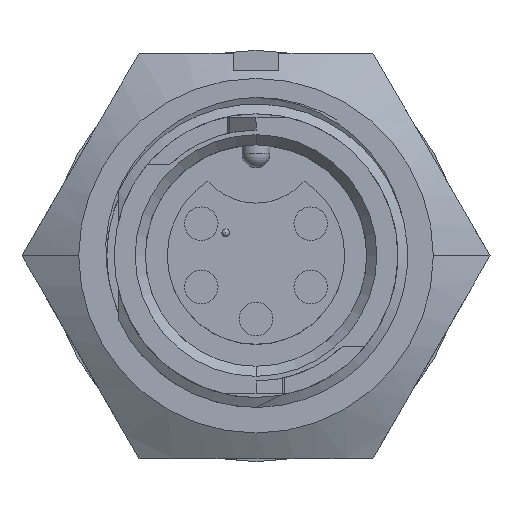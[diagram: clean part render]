
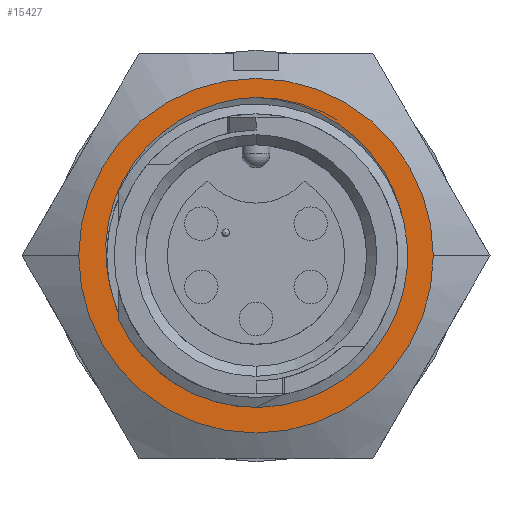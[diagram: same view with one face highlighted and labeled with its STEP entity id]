
A CAD part, top view. The second image highlights one B-rep face of the part: STEP entity #15427.
In plain terms, the highlighted planar face has unit normal (0, 0, 1).
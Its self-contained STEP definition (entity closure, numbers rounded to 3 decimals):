
#253 = CARTESIAN_POINT ( 'NONE',  ( 7.23, 2.457, -6.216 ) ) ;
#333 = AXIS2_PLACEMENT_3D ( 'NONE', #12760, #15269, #1037 ) ;
#1037 = DIRECTION ( 'NONE',  ( -1., 0., 0. ) ) ;
#1209 = VERTEX_POINT ( 'NONE', #9015 ) ;
#1563 = DIRECTION ( 'NONE',  ( 0., 0., 1. ) ) ;
#1695 = CARTESIAN_POINT ( 'NONE',  ( 0., 7.938, -6.216 ) ) ;
#1745 = EDGE_CURVE ( 'NONE', #12519, #10641, #14929, .T. ) ;
#1774 = CARTESIAN_POINT ( 'NONE',  ( -1.142, 7.839, -6.216 ) ) ;
#1880 = ORIENTED_EDGE ( 'NONE', *, *, #4651, .F. ) ;
#2181 = CARTESIAN_POINT ( 'NONE',  ( -5.866, -10.16, -6.216 ) ) ;
#2625 = CARTESIAN_POINT ( 'NONE',  ( 1.136, 7.824, -6.216 ) ) ;
#2737 = CARTESIAN_POINT ( 'NONE',  ( 0., 0., -6.216 ) ) ;
#2781 = CARTESIAN_POINT ( 'NONE',  ( -6.251, 4.521, -6.216 ) ) ;
#2797 = CARTESIAN_POINT ( 'NONE',  ( 0., 0., -6.216 ) ) ;
#2859 = CARTESIAN_POINT ( 'NONE',  ( 0., 7.938, -6.216 ) ) ;
#2867 = CARTESIAN_POINT ( 'NONE',  ( -6.555, 4.03, -6.216 ) ) ;
#2978 = DIRECTION ( 'NONE',  ( 1., 0., 0. ) ) ;
#3084 = AXIS2_PLACEMENT_3D ( 'NONE', #2737, #1563, #2978 ) ;
#3159 = CARTESIAN_POINT ( 'NONE',  ( 2.242, 7.558, -6.216 ) ) ;
#3735 = FACE_OUTER_BOUND ( 'NONE', #14114, .T. ) ;
#3895 = CARTESIAN_POINT ( 'NONE',  ( -7.225, 2.475, -6.216 ) ) ;
#3965 = CARTESIAN_POINT ( 'NONE',  ( -7.04, 3.009, -6.216 ) ) ;
#4134 = CARTESIAN_POINT ( 'NONE',  ( -7.475, 1.358, -6.216 ) ) ;
#4546 = ORIENTED_EDGE ( 'NONE', *, *, #12354, .F. ) ;
#4651 = EDGE_CURVE ( 'NONE', #12519, #7574, #5600, .T. ) ;
#4762 = ORIENTED_EDGE ( 'NONE', *, *, #1745, .T. ) ;
#5085 = EDGE_CURVE ( 'NONE', #10641, #7574, #15011, .T. ) ;
#5225 = CARTESIAN_POINT ( 'NONE',  ( -7.334, -1.47, -6.216 ) ) ;
#5299 = EDGE_CURVE ( 'NONE', #6367, #1209, #11619, .T. ) ;
#5600 = CIRCLE ( 'NONE', #3084, 7.48 ) ;
#5904 = CARTESIAN_POINT ( 'NONE',  ( 7.475, 1.355, -6.216 ) ) ;
#6237 = CARTESIAN_POINT ( 'NONE',  ( 6.557, 4.028, -6.216 ) ) ;
#6367 = VERTEX_POINT ( 'NONE', #9209 ) ;
#6398 = CARTESIAN_POINT ( 'NONE',  ( 7.334, -1.47, -6.216 ) ) ;
#6475 = CARTESIAN_POINT ( 'NONE',  ( 0.286, 7.929, -6.216 ) ) ;
#6565 = CARTESIAN_POINT ( 'NONE',  ( -0.572, 7.92, -6.216 ) ) ;
#7051 = DIRECTION ( 'NONE',  ( -1., 0., 0. ) ) ;
#7425 = CARTESIAN_POINT ( 'NONE',  ( 4.269, 6.536, -6.216 ) ) ;
#7433 = CARTESIAN_POINT ( 'NONE',  ( -4.27, 6.536, -6.216 ) ) ;
#7574 = VERTEX_POINT ( 'NONE', #6398 ) ;
#7584 = CARTESIAN_POINT ( 'NONE',  ( -7.517, -0.343, -6.216 ) ) ;
#7624 = CIRCLE ( 'NONE', #333, 8.89 ) ;
#7957 = CARTESIAN_POINT ( 'NONE',  ( 2.774, 7.36, -6.216 ) ) ;
#8048 = EDGE_LOOP ( 'NONE', ( #4762, #13330, #1880 ) ) ;
#8599 = CARTESIAN_POINT ( 'NONE',  ( -7.534, -0.057, -6.216 ) ) ;
#8920 = CARTESIAN_POINT ( 'NONE',  ( -2.787, 7.354, -6.216 ) ) ;
#9015 = CARTESIAN_POINT ( 'NONE',  ( -8.89, 0., -6.216 ) ) ;
#9209 = CARTESIAN_POINT ( 'NONE',  ( 8.89, 0., -6.216 ) ) ;
#9513 = CARTESIAN_POINT ( 'NONE',  ( 7.532, -0.351, -6.216 ) ) ;
#9647 = AXIS2_PLACEMENT_3D ( 'NONE', #2181, #14270, #7051 ) ;
#9768 = CARTESIAN_POINT ( 'NONE',  ( 1.417, 7.769, -6.216 ) ) ;
#9855 = CARTESIAN_POINT ( 'NONE',  ( -7.4, -1.192, -6.216 ) ) ;
#10641 = VERTEX_POINT ( 'NONE', #14574 ) ;
#10658 = FACE_BOUND ( 'NONE', #8048, .T. ) ;
#11030 = CARTESIAN_POINT ( 'NONE',  ( 7.047, 2.994, -6.216 ) ) ;
#11214 = DIRECTION ( 'NONE',  ( -1., 0., 0. ) ) ;
#11272 = CARTESIAN_POINT ( 'NONE',  ( 0.57, 7.904, -6.216 ) ) ;
#11280 = CARTESIAN_POINT ( 'NONE',  ( -5.552, 5.41, -6.216 ) ) ;
#11561 = CARTESIAN_POINT ( 'NONE',  ( -7.334, -1.47, -6.216 ) ) ;
#11571 = CARTESIAN_POINT ( 'NONE',  ( 5.145, 5.822, -6.216 ) ) ;
#11619 = CIRCLE ( 'NONE', #14858, 8.89 ) ;
#12216 = CARTESIAN_POINT ( 'NONE',  ( 6.255, 4.516, -6.216 ) ) ;
#12223 = CARTESIAN_POINT ( 'NONE',  ( -2.248, 7.557, -6.216 ) ) ;
#12354 = EDGE_CURVE ( 'NONE', #1209, #6367, #7624, .T. ) ;
#12374 = CARTESIAN_POINT ( 'NONE',  ( -5.156, 5.813, -6.216 ) ) ;
#12519 = VERTEX_POINT ( 'NONE', #11561 ) ;
#12750 = CARTESIAN_POINT ( 'NONE',  ( 3.795, 6.845, -6.216 ) ) ;
#12760 = CARTESIAN_POINT ( 'NONE',  ( 0., 0., -6.216 ) ) ;
#12828 = CARTESIAN_POINT ( 'NONE',  ( 7.537, 0.781, -6.216 ) ) ;
#13053 = CARTESIAN_POINT ( 'NONE',  ( 7.334, -1.47, -6.216 ) ) ;
#13330 = ORIENTED_EDGE ( 'NONE', *, *, #5085, .T. ) ;
#13393 = CARTESIAN_POINT ( 'NONE',  ( -3.795, 6.844, -6.216 ) ) ;
#13627 = CARTESIAN_POINT ( 'NONE',  ( -7.536, 0.794, -6.216 ) ) ;
#14114 = EDGE_LOOP ( 'NONE', ( #4546, #15271 ) ) ;
#14270 = DIRECTION ( 'NONE',  ( 0., 0., -1. ) ) ;
#14558 = CARTESIAN_POINT ( 'NONE',  ( 5.55, 5.413, -6.216 ) ) ;
#14574 = CARTESIAN_POINT ( 'NONE',  ( 0., 7.938, -6.216 ) ) ;
#14640 = CARTESIAN_POINT ( 'NONE',  ( -7.45, -0.91, -6.216 ) ) ;
#14655 = DIRECTION ( 'NONE',  ( 0., 0., -1. ) ) ;
#14858 = AXIS2_PLACEMENT_3D ( 'NONE', #2797, #14655, #11214 ) ;
#14929 = B_SPLINE_CURVE_WITH_KNOTS ( 'NONE', 3,
 ( #5225, #9855, #14640, #7584, #8599, #13627, #4134, #3895, #3965, #2867, #2781, #11280, #12374, #7433, #13393, #8920, #12223, #1774, #6565, #1695 ),
 .UNSPECIFIED., .F., .F.,
 ( 4, 2, 2, 2, 2, 2, 2, 2, 2, 4 ),
 ( 0., 0.001, 0.002, 0.003, 0.005, 0.007, 0.009, 0.01, 0.012, 0.014 ),
 .UNSPECIFIED. ) ;
#15011 = B_SPLINE_CURVE_WITH_KNOTS ( 'NONE', 3,
 ( #2859, #6475, #11272, #2625, #9768, #3159, #7957, #12750, #7425, #11571, #14558, #12216, #6237, #11030, #253, #5904, #12828, #9513, #15183, #13053 ),
 .UNSPECIFIED., .F., .F.,
 ( 4, 2, 2, 2, 2, 2, 2, 2, 2, 4 ),
 ( 0., 0.001, 0.002, 0.003, 0.005, 0.007, 0.009, 0.01, 0.012, 0.014 ),
 .UNSPECIFIED. ) ;
#15183 = CARTESIAN_POINT ( 'NONE',  ( 7.466, -0.913, -6.216 ) ) ;
#15269 = DIRECTION ( 'NONE',  ( 0., 0., -1. ) ) ;
#15271 = ORIENTED_EDGE ( 'NONE', *, *, #5299, .F. ) ;
#15427 = ADVANCED_FACE ( 'NONE', ( #10658, #3735 ), #15451, .F. ) ;
#15451 = PLANE ( 'NONE',  #9647 ) ;
